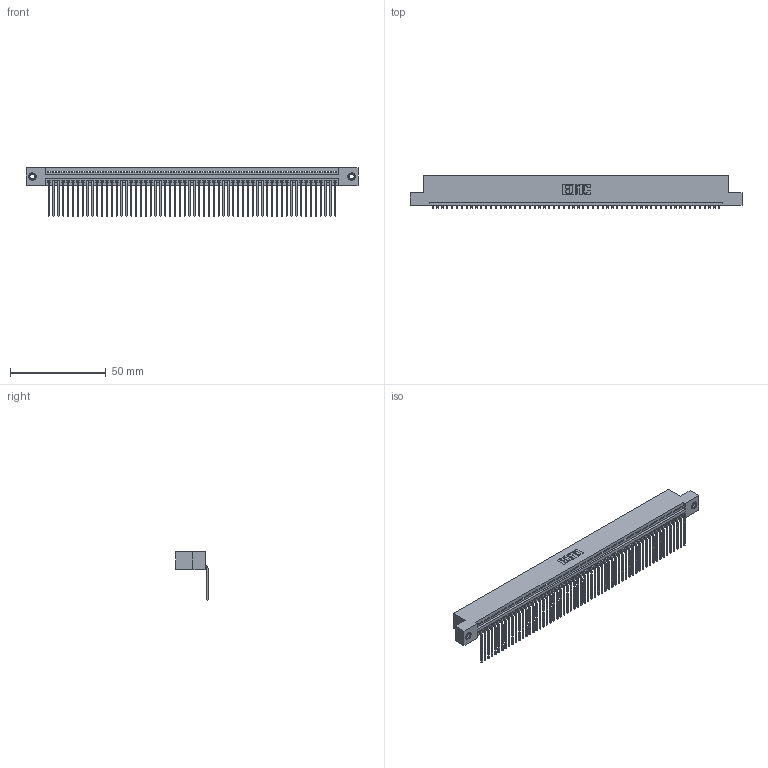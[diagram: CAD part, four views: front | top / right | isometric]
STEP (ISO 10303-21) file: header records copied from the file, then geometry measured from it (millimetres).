
FILE_DESCRIPTION (( 'STEP AP203' ), '1' );
FILE_NAME ('345-060-559-107.STEP', '2019-10-11T00:06:49', ( '' ), ( '' ), 'SwSTEP 2.0', 'SolidWorks 2016', '' );
FILE_SCHEMA (( 'CONFIG_CONTROL_DESIGN' ));
Length unit declared in the file: inch
Products named in the file (4): 345-292-001_558 559 Tail - 1; 345-250-001_345-250-005-103; 345 Part_Flush Mounting Lugs - 0.156 Dia-TI; 345-060-559-107
Assembly tree (63 placements, depth 2):
  345-060-559-107
    345 Part_Flush Mounting Lugs - 0.156 Dia-TI
    345-292-001_558 559 Tail - 1  x60
    345-250-001_345-250-005-103  x2
Bounding box: 173.61 x 16.75 x 25.53 mm (x, y, z)
Volume: 16823.4 mm3; surface area: 23808.6 mm2
Topology: 63 solids, 63 shells, 3786 faces, 11397 edges, 7510 vertices
Faces by surface type: plane 2632, cylinder 1138, cone 12, torus 4
Entity records: 44004 total; most frequent: CARTESIAN_POINT 7603, ORIENTED_EDGE 7590, DIRECTION 6641, EDGE_CURVE 3795, VECTOR 3403, LINE 3403, VERTEX_POINT 2524, AXIS2_PLACEMENT_3D 1619
